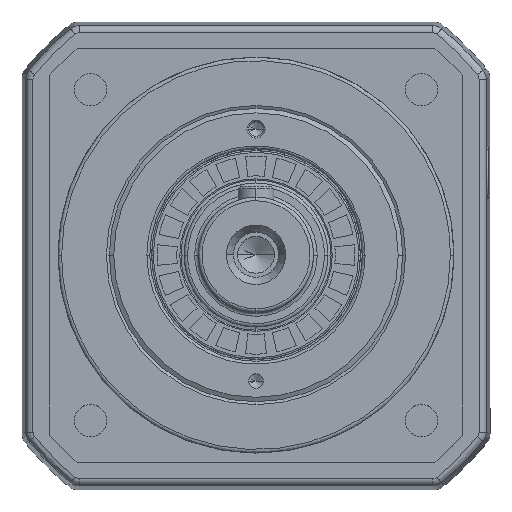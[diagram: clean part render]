
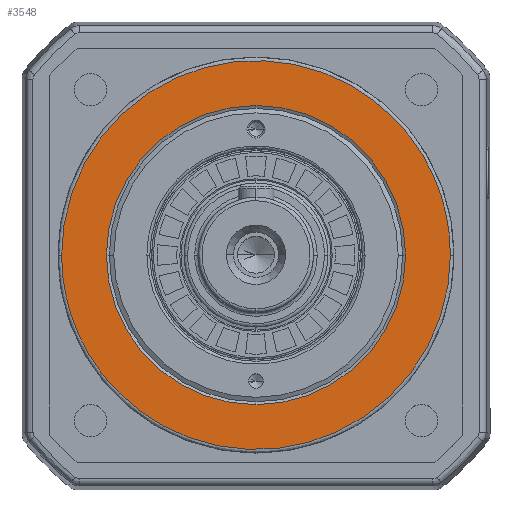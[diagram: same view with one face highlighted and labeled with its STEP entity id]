
A CAD part, top view. The second image highlights one B-rep face of the part: STEP entity #3548.
In plain terms, the highlighted planar face has unit normal (0, 0, 1).
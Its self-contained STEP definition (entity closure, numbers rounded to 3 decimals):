
#372 = DIRECTION ( 'NONE',  ( 0., 0., -1. ) ) ;
#1053 = VERTEX_POINT ( 'NONE', #48406 ) ;
#3548 = ADVANCED_FACE ( 'NONE', ( #25592, #41041 ), #17036, .T. ) ;
#4117 = CARTESIAN_POINT ( 'NONE',  ( 0., -41.55, 72.5 ) ) ;
#4347 = AXIS2_PLACEMENT_3D ( 'NONE', #21577, #48891, #9078 ) ;
#5022 = ORIENTED_EDGE ( 'NONE', *, *, #8933, .F. ) ;
#7423 = ORIENTED_EDGE ( 'NONE', *, *, #43705, .F. ) ;
#8088 = CIRCLE ( 'NONE', #20727, 41.55 ) ;
#8933 = EDGE_CURVE ( 'NONE', #41339, #1053, #23461, .T. ) ;
#9078 = DIRECTION ( 'NONE',  ( 1., 0., 0. ) ) ;
#12143 = CARTESIAN_POINT ( 'NONE',  ( 0., 0., 72.5 ) ) ;
#12453 = VERTEX_POINT ( 'NONE', #4117 ) ;
#13829 = CARTESIAN_POINT ( 'NONE',  ( -54., 0., 72.5 ) ) ;
#13951 = CARTESIAN_POINT ( 'NONE',  ( 54., 108., 72.5 ) ) ;
#14788 = CARTESIAN_POINT ( 'NONE',  ( 0., 0., 72.5 ) ) ;
#15294 = DIRECTION ( 'NONE',  ( 0., -1., 0. ) ) ;
#16263 = DIRECTION ( 'NONE',  ( 0., -1., 0. ) ) ;
#16282 = EDGE_CURVE ( 'NONE', #29427, #12453, #8088, .T. ) ;
#17036 = PLANE ( 'NONE',  #4347 ) ;
#19564 = CARTESIAN_POINT ( 'NONE',  ( 0., 41.55, 72.5 ) ) ;
#20727 = AXIS2_PLACEMENT_3D ( 'NONE', #12143, #372, #16263 ) ;
#20773 = CARTESIAN_POINT ( 'NONE',  ( 54., 0., 72.5 ) ) ;
#21577 = CARTESIAN_POINT ( 'NONE',  ( 0., 0., 72.5 ) ) ;
#23461 =( BOUNDED_CURVE ( )  B_SPLINE_CURVE ( 3, ( #33384, #41321, #25441, #13829 ),
 .UNSPECIFIED., .F., .F. ) 
 B_SPLINE_CURVE_WITH_KNOTS ( ( 4, 4 ),
 ( 0., 1. ),
 .UNSPECIFIED. ) 
 CURVE ( )  GEOMETRIC_REPRESENTATION_ITEM ( )  RATIONAL_B_SPLINE_CURVE ( ( 1., 0.333, 0.333, 1. ) ) 
 REPRESENTATION_ITEM ( '' )  );
#25441 = CARTESIAN_POINT ( 'NONE',  ( -54., -108., 72.5 ) ) ;
#25558 = CARTESIAN_POINT ( 'NONE',  ( -54., 108., 72.5 ) ) ;
#25592 = FACE_BOUND ( 'NONE', #32090, .T. ) ;
#26123 =( BOUNDED_CURVE ( )  B_SPLINE_CURVE ( 3, ( #41443, #25558, #13951, #40920 ),
 .UNSPECIFIED., .F., .F. ) 
 B_SPLINE_CURVE_WITH_KNOTS ( ( 4, 4 ),
 ( 0., 1. ),
 .UNSPECIFIED. ) 
 CURVE ( )  GEOMETRIC_REPRESENTATION_ITEM ( )  RATIONAL_B_SPLINE_CURVE ( ( 1., 0.333, 0.333, 1. ) ) 
 REPRESENTATION_ITEM ( '' )  );
#26453 = CIRCLE ( 'NONE', #27581, 41.55 ) ;
#27581 = AXIS2_PLACEMENT_3D ( 'NONE', #14788, #42433, #15294 ) ;
#29427 = VERTEX_POINT ( 'NONE', #19564 ) ;
#30101 = ORIENTED_EDGE ( 'NONE', *, *, #16282, .T. ) ;
#30162 = ORIENTED_EDGE ( 'NONE', *, *, #49025, .T. ) ;
#32090 = EDGE_LOOP ( 'NONE', ( #30162, #30101 ) ) ;
#33384 = CARTESIAN_POINT ( 'NONE',  ( 54., 0., 72.5 ) ) ;
#40920 = CARTESIAN_POINT ( 'NONE',  ( 54., 0., 72.5 ) ) ;
#41041 = FACE_OUTER_BOUND ( 'NONE', #44686, .T. ) ;
#41321 = CARTESIAN_POINT ( 'NONE',  ( 54., -108., 72.5 ) ) ;
#41339 = VERTEX_POINT ( 'NONE', #20773 ) ;
#41443 = CARTESIAN_POINT ( 'NONE',  ( -54., 0., 72.5 ) ) ;
#42433 = DIRECTION ( 'NONE',  ( 0., 0., -1. ) ) ;
#43705 = EDGE_CURVE ( 'NONE', #1053, #41339, #26123, .T. ) ;
#44686 = EDGE_LOOP ( 'NONE', ( #5022, #7423 ) ) ;
#48406 = CARTESIAN_POINT ( 'NONE',  ( -54., 0., 72.5 ) ) ;
#48891 = DIRECTION ( 'NONE',  ( 0., 0., 1. ) ) ;
#49025 = EDGE_CURVE ( 'NONE', #12453, #29427, #26453, .T. ) ;
